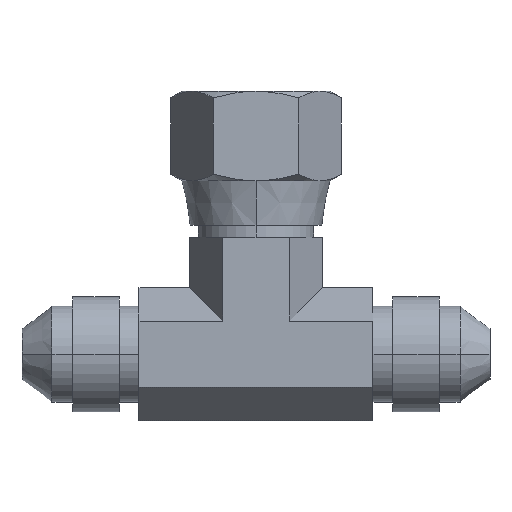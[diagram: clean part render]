
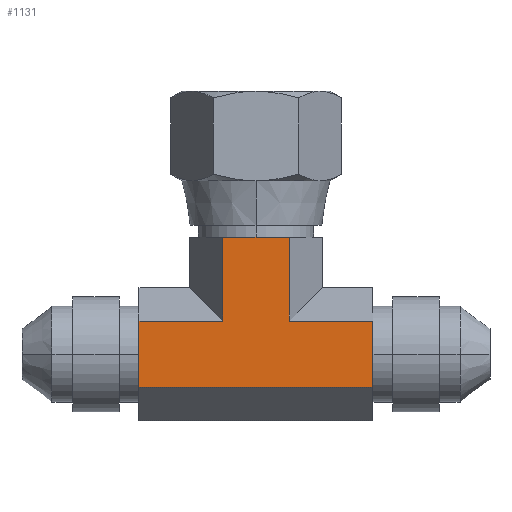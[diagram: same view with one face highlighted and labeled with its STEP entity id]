
A CAD part, front view. The second image highlights one B-rep face of the part: STEP entity #1131.
In plain terms, the highlighted planar face has unit normal (0, -1, 0).
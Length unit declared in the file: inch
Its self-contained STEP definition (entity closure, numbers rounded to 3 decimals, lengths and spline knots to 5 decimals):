
#21=DIRECTION('',(0.,0.,-1.));
#22=VECTOR('',#21,0.25259);
#23=CARTESIAN_POINT('',(-0.445,-0.21875,0.1263));
#24=LINE('',#23,#22);
#35=DIRECTION('',(1.,0.,0.));
#36=VECTOR('',#35,0.89);
#37=CARTESIAN_POINT('',(-0.445,-0.21875,-0.1263));
#38=LINE('',#37,#36);
#39=DIRECTION('',(1.,0.,0.));
#40=VECTOR('',#39,0.3187);
#41=CARTESIAN_POINT('',(0.1263,-0.21875,0.1263));
#42=LINE('',#41,#40);
#43=DIRECTION('',(1.,0.,0.));
#44=VECTOR('',#43,0.3187);
#45=CARTESIAN_POINT('',(-0.445,-0.21875,0.1263));
#46=LINE('',#45,#44);
#47=DIRECTION('',(0.,0.,1.));
#48=VECTOR('',#47,0.3187);
#49=CARTESIAN_POINT('',(-0.1263,-0.21875,0.1263));
#50=LINE('',#49,#48);
#60=DIRECTION('',(1.,0.,0.));
#61=VECTOR('',#60,0.1263);
#62=CARTESIAN_POINT('',(0.,-0.21875,0.445));
#63=LINE('',#62,#61);
#121=DIRECTION('',(1.,0.,0.));
#122=VECTOR('',#121,0.1263);
#123=CARTESIAN_POINT('',(-0.1263,-0.21875,0.445));
#124=LINE('',#123,#122);
#779=DIRECTION('',(0.,0.,-1.));
#780=VECTOR('',#779,0.25259);
#781=CARTESIAN_POINT('',(0.445,-0.21875,0.1263));
#782=LINE('',#781,#780);
#825=DIRECTION('',(0.,0.,1.));
#826=VECTOR('',#825,0.3187);
#827=CARTESIAN_POINT('',(0.1263,-0.21875,0.1263));
#828=LINE('',#827,#826);
#879=CARTESIAN_POINT('',(-0.445,-0.21875,-0.1263));
#881=VERTEX_POINT('',#879);
#889=CARTESIAN_POINT('',(-0.445,-0.21875,0.1263));
#890=VERTEX_POINT('',#889);
#891=CARTESIAN_POINT('',(0.445,-0.21875,-0.1263));
#893=VERTEX_POINT('',#891);
#901=CARTESIAN_POINT('',(0.445,-0.21875,0.1263));
#902=VERTEX_POINT('',#901);
#911=CARTESIAN_POINT('',(0.1263,-0.21875,0.1263));
#912=VERTEX_POINT('',#911);
#913=CARTESIAN_POINT('',(-0.1263,-0.21875,0.1263));
#914=VERTEX_POINT('',#913);
#915=CARTESIAN_POINT('',(0.1263,-0.21875,0.445));
#916=VERTEX_POINT('',#915);
#925=CARTESIAN_POINT('',(-0.1263,-0.21875,0.445));
#926=VERTEX_POINT('',#925);
#999=CARTESIAN_POINT('',(0.,-0.21875,0.445));
#1001=VERTEX_POINT('',#999);
#1108=CARTESIAN_POINT('',(-0.445,-0.21875,0.1263));
#1109=DIRECTION('',(0.,-1.,0.));
#1110=DIRECTION('',(0.,0.,-1.));
#1111=AXIS2_PLACEMENT_3D('',#1108,#1109,#1110);
#1112=PLANE('',#1111);
#1114=ORIENTED_EDGE('',*,*,#1113,.T.);
#1116=ORIENTED_EDGE('',*,*,#1115,.T.);
#1118=ORIENTED_EDGE('',*,*,#1117,.F.);
#1120=ORIENTED_EDGE('',*,*,#1119,.T.);
#1122=ORIENTED_EDGE('',*,*,#1121,.T.);
#1123=ORIENTED_EDGE('',*,*,#1099,.F.);
#1124=ORIENTED_EDGE('',*,*,#1082,.F.);
#1126=ORIENTED_EDGE('',*,*,#1125,.T.);
#1128=ORIENTED_EDGE('',*,*,#1127,.T.);
#1129=EDGE_LOOP('',(#1114,#1116,#1118,#1120,#1122,#1123,#1124,#1126,#1128));
#1130=FACE_OUTER_BOUND('',#1129,.F.);
#1131=ADVANCED_FACE('',(#1130),#1112,.T.);
#1082=EDGE_CURVE('',#890,#881,#24,.T.);
#1099=EDGE_CURVE('',#881,#893,#38,.T.);
#1113=EDGE_CURVE('',#926,#1001,#124,.T.);
#1115=EDGE_CURVE('',#1001,#916,#63,.T.);
#1117=EDGE_CURVE('',#912,#916,#828,.T.);
#1119=EDGE_CURVE('',#912,#902,#42,.T.);
#1121=EDGE_CURVE('',#902,#893,#782,.T.);
#1125=EDGE_CURVE('',#890,#914,#46,.T.);
#1127=EDGE_CURVE('',#914,#926,#50,.T.);
